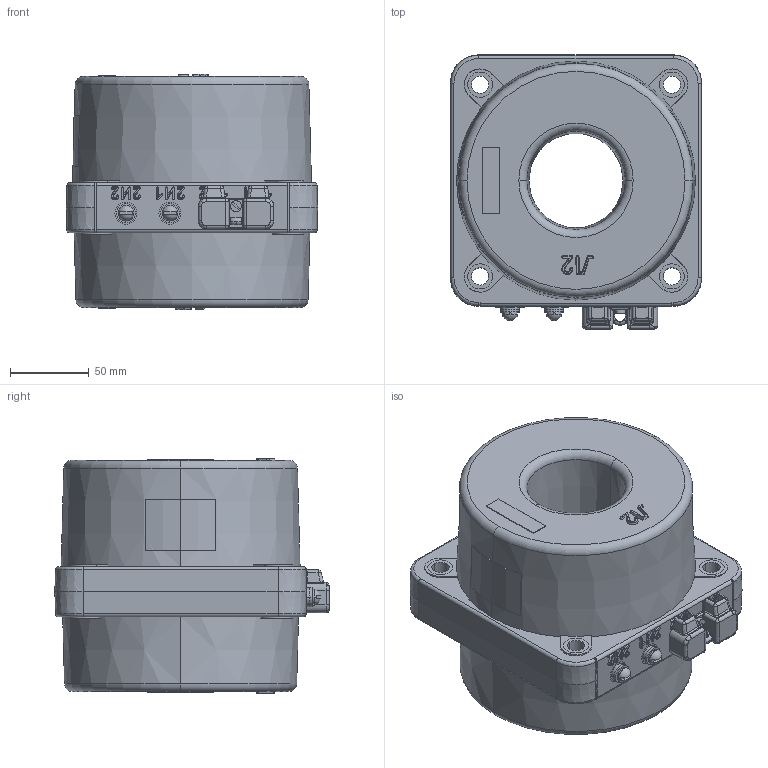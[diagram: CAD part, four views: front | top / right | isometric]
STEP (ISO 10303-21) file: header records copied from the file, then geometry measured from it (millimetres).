
FILE_DESCRIPTION (( 'STEP AP203' ), '1' );
FILE_NAME ('ÒØË-0,66-VI-1-2.STEP', '2020-06-02T05:02:11', ( '' ), ( '' ), 'SwSTEP 2.0', 'SolidWorks 2010', '' );
FILE_SCHEMA (( 'CONFIG_CONTROL_DESIGN' ));
Length unit declared in the file: millimetre
Products named in the file (1): ﾒﾘﾋ-0,66-VI-1-2
Bounding box: 160 x 174.5 x 150 mm (x, y, z)
Surface area: 156078.4 mm2 (no closed solid volume)
Topology: 0 solids, 22 shells, 452 faces, 1300 edges, 870 vertices
Faces by surface type: plane 178, cone 106, cylinder 80, bspline 59, torus 16, sphere 13
Entity records: 16568 total; most frequent: CARTESIAN_POINT 5072, DIRECTION 2362, ORIENTED_EDGE 2302, EDGE_CURVE 1297, AXIS2_PLACEMENT_3D 883, VERTEX_POINT 870, LINE 596, VECTOR 596
